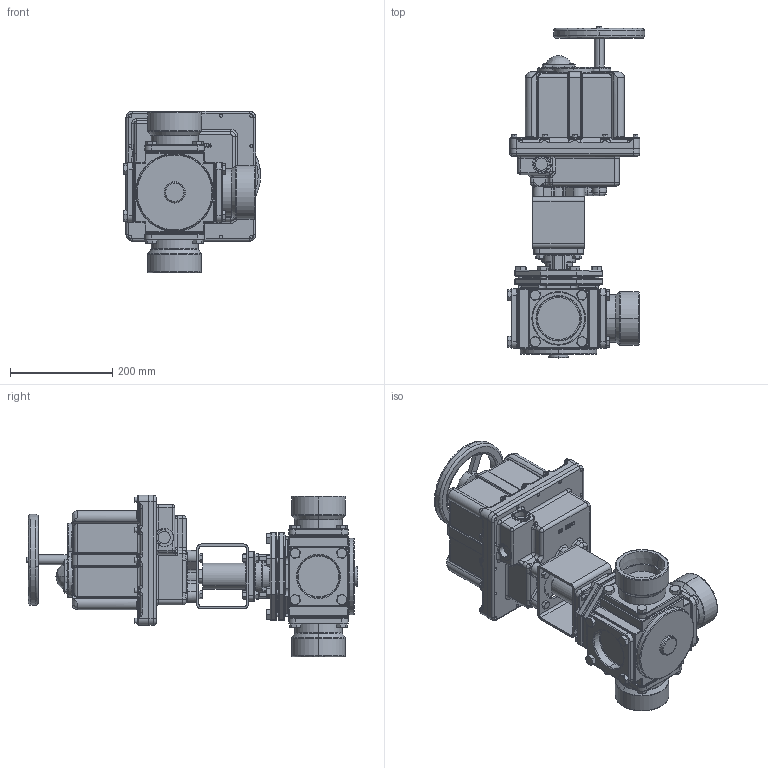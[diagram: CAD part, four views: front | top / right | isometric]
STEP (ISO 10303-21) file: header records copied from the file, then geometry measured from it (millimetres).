
FILE_DESCRIPTION (( 'STEP AP203' ), '1' );
FILE_NAME ('3W21F-300-PT_ER-38.STEP', '2018-01-25T19:25:35', ( '' ), ( '' ), 'SwSTEP 2.0', 'SolidWorks 2014', '' );
FILE_SCHEMA (( 'CONFIG_CONTROL_DESIGN' ));
Products named in the file (1): 3W21F-300-PT_ER-38
Bounding box: 268.46 x 649.14 x 316.05 mm (x, y, z)
Volume: 14679351.2 mm3; surface area: 883733.4 mm2
Topology: 19 solids, 19 shells, 3040 faces, 7284 edges, 4321 vertices
Faces by surface type: cylinder 977, plane 922, cone 490, bspline 487, torus 100, sphere 64
Entity records: 121924 total; most frequent: CARTESIAN_POINT 55979, ORIENTED_EDGE 14336, DIRECTION 12960, EDGE_CURVE 7168, AXIS2_PLACEMENT_3D 5080, VERTEX_POINT 4321, EDGE_LOOP 3271, ADVANCED_FACE 3040
